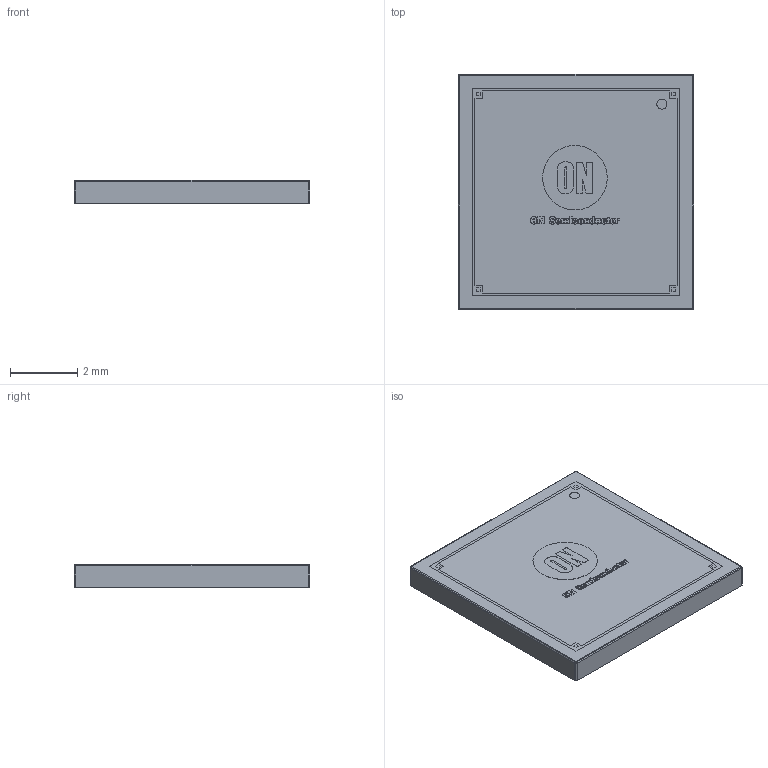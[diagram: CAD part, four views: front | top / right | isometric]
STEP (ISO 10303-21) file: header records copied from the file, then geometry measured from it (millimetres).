
FILE_DESCRIPTION (( 'STEP AP214' ), '1' );
FILE_NAME ('MicroFC-60035-SMT-TR.STEP', '2023-04-10T17:38:01', ( '' ), ( '' ), 'SwSTEP 2.0', 'SolidWorks 2022', '' );
FILE_SCHEMA (( 'AUTOMOTIVE_DESIGN' ));
Length unit declared in the file: millimetre
Products named in the file (8): MicroFC-60035-SMT-TR; 4^MICROFC-60035-SMT-TR_ON_Semiconductor_-_MICROFC-60035-SMT-TR(2)_ON_Semiconductor_-_MICROFC-60035-SMT-TR; MICROFC-60035-SMT-TR^ON_Semiconductor_-_MICROFC-60035-SMT-TR(2)_ON_Semiconductor_-_MICROFC-60035-SMT-TR; 3^MICROFC-60035-SMT-TR_ON_Semiconductor_-_MICROFC-60035-SMT-TR(2)_ON_Semiconductor_-_MICROFC-60035-SMT-TR; ON Semiconductor^MICROFC-60035-SMT-TR_ON_Semiconductor_-_MICROFC-60035-SMT-TR(2)_ON_Semiconductor_-_MICROFC-60035-SMT-TR; Pin1_Dot^ON_Semiconductor_-_MICROFC-60035-SMT-TR(2)_ON_Semiconductor_-_MICROFC-60035-SMT-TR; 1^MICROFC-60035-SMT-TR_ON_Semiconductor_-_MICROFC-60035-SMT-TR(2)_ON_Semiconductor_-_MICROFC-60035-SMT-TR; 2^MICROFC-60035-SMT-TR_ON_Semiconductor_-_MICROFC-60035-SMT-TR(2)_ON_Semiconductor_-_MICROFC-60035-SMT-TR
Assembly tree (7 placements, depth 3):
  MicroFC-60035-SMT-TR
    MICROFC-60035-SMT-TR^ON_Semiconductor_-_MICROFC-60035-SMT-TR(2)_ON_Semiconductor_-_MICROFC-60035-SMT-TR
      1^MICROFC-60035-SMT-TR_ON_Semiconductor_-_MICROFC-60035-SMT-TR(2)_ON_Semiconductor_-_MICROFC-60035-SMT-TR
      2^MICROFC-60035-SMT-TR_ON_Semiconductor_-_MICROFC-60035-SMT-TR(2)_ON_Semiconductor_-_MICROFC-60035-SMT-TR
      3^MICROFC-60035-SMT-TR_ON_Semiconductor_-_MICROFC-60035-SMT-TR(2)_ON_Semiconductor_-_MICROFC-60035-SMT-TR
      4^MICROFC-60035-SMT-TR_ON_Semiconductor_-_MICROFC-60035-SMT-TR(2)_ON_Semiconductor_-_MICROFC-60035-SMT-TR
      ON Semiconductor^MICROFC-60035-SMT-TR_ON_Semiconductor_-_MICROFC-60035-SMT-TR(2)_ON_Semiconductor_-_MICROFC-60035-SMT-TR
    Pin1_Dot^ON_Semiconductor_-_MICROFC-60035-SMT-TR(2)_ON_Semiconductor_-_MICROFC-60035-SMT-TR
Bounding box: 7 x 7 x 0.7 mm (x, y, z)
Volume: 33.9 mm3; surface area: 339.6 mm2
Topology: 31 solids, 31 shells, 517 faces, 1327 edges, 878 vertices
Faces by surface type: plane 279, bspline 198, cylinder 32, sphere 8
Entity records: 17060 total; most frequent: CARTESIAN_POINT 5307, ORIENTED_EDGE 2654, DIRECTION 1659, EDGE_CURVE 1327, VERTEX_POINT 878, LINE 863, VECTOR 863, EDGE_LOOP 537
